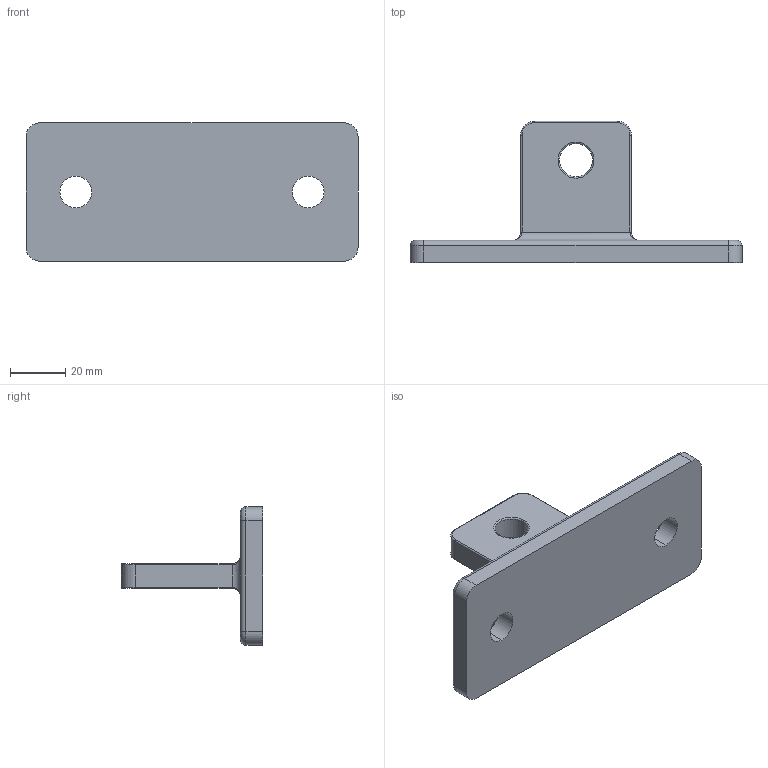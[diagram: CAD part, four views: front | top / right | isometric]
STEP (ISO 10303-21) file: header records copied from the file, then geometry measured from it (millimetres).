
FILE_DESCRIPTION (( 'STEP AP203' ), '1' );
FILE_NAME ('T16900M.STEP', '2018-07-02T14:06:28', ( '' ), ( '' ), 'SwSTEP 2.0', 'SolidWorks 2016', '' );
FILE_SCHEMA (( 'CONFIG_CONTROL_DESIGN' ));
Length unit declared in the file: millimetre
Products named in the file (1): T16900M
Bounding box: 120 x 51 x 50 mm (x, y, z)
Volume: 60428.7 mm3; surface area: 18548.2 mm2
Topology: 1 solids, 1 shells, 57 faces, 130 edges, 72 vertices
Faces by surface type: cylinder 26, torus 16, plane 11, bspline 4
Entity records: 1773 total; most frequent: CARTESIAN_POINT 420, DIRECTION 294, ORIENTED_EDGE 252, EDGE_CURVE 126, AXIS2_PLACEMENT_3D 122, VERTEX_POINT 72, CIRCLE 68, EDGE_LOOP 64
